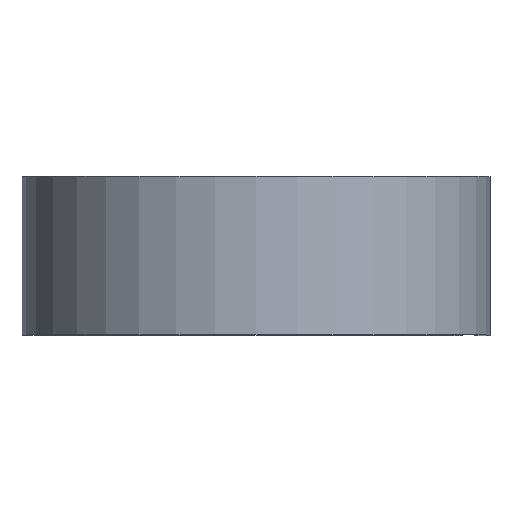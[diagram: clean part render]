
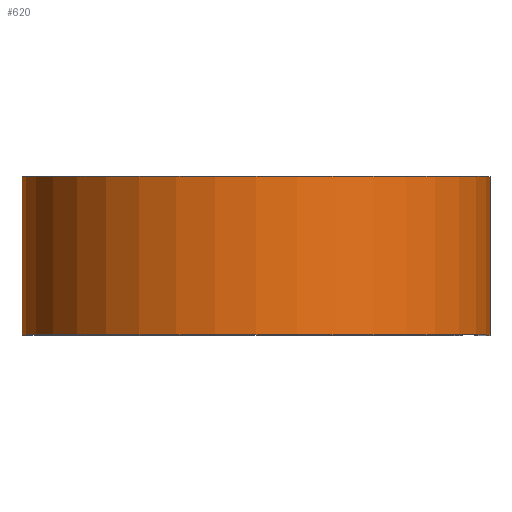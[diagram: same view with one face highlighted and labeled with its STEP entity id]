
A CAD part, top view. The second image highlights one B-rep face of the part: STEP entity #620.
In plain terms, the highlighted cylindrical face has radius 23.444 mm (diameter 46.888 mm), a partial arc.
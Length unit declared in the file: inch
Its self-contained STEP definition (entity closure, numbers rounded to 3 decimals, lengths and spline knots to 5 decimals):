
#5 = CARTESIAN_POINT ( 'NONE',  ( 0.923, 0.3125, 0. ) ) ;
#8 = DIRECTION ( 'NONE',  ( 0., 1., 0. ) ) ;
#9 = DIRECTION ( 'NONE',  ( 1., 0., 0. ) ) ;
#15 = CARTESIAN_POINT ( 'NONE',  ( 0., 0.3125, 0. ) ) ;
#20 = CARTESIAN_POINT ( 'NONE',  ( 0., -0.3125, 0. ) ) ;
#53 = VERTEX_POINT ( 'NONE', #244 ) ;
#92 = DIRECTION ( 'NONE',  ( 0., 1., 0. ) ) ;
#123 = LINE ( 'NONE', #284, #127 ) ;
#127 = VECTOR ( 'NONE', #266, 39.37008 ) ;
#178 = CARTESIAN_POINT ( 'NONE',  ( 0.923, -0.3125, 0. ) ) ;
#179 = EDGE_CURVE ( 'NONE', #53, #624, #421, .T. ) ;
#188 = EDGE_CURVE ( 'NONE', #527, #548, #333, .T. ) ;
#199 = CARTESIAN_POINT ( 'NONE',  ( 0., 0.3125, 0. ) ) ;
#244 = CARTESIAN_POINT ( 'NONE',  ( 0., 0.3125, -0.923 ) ) ;
#265 = EDGE_CURVE ( 'NONE', #53, #527, #433, .T. ) ;
#266 = DIRECTION ( 'NONE',  ( 0., -1., 0. ) ) ;
#268 = CYLINDRICAL_SURFACE ( 'NONE', #328, 0.923 ) ;
#284 = CARTESIAN_POINT ( 'NONE',  ( 0.923, 0.3125, 0. ) ) ;
#309 = FACE_OUTER_BOUND ( 'NONE', #579, .T. ) ;
#328 = AXIS2_PLACEMENT_3D ( 'NONE', #199, #672, #603 ) ;
#333 = CIRCLE ( 'NONE', #667, 0.923 ) ;
#338 = EDGE_CURVE ( 'NONE', #624, #548, #123, .T. ) ;
#351 = CARTESIAN_POINT ( 'NONE',  ( 0., 0.3125, -0.923 ) ) ;
#391 = ORIENTED_EDGE ( 'NONE', *, *, #188, .T. ) ;
#421 = CIRCLE ( 'NONE', #492, 0.923 ) ;
#433 = LINE ( 'NONE', #351, #436 ) ;
#436 = VECTOR ( 'NONE', #489, 39.37008 ) ;
#438 = ORIENTED_EDGE ( 'NONE', *, *, #265, .T. ) ;
#489 = DIRECTION ( 'NONE',  ( 0., -1., 0. ) ) ;
#492 = AXIS2_PLACEMENT_3D ( 'NONE', #15, #92, #714 ) ;
#527 = VERTEX_POINT ( 'NONE', #659 ) ;
#548 = VERTEX_POINT ( 'NONE', #178 ) ;
#579 = EDGE_LOOP ( 'NONE', ( #391, #591, #664, #438 ) ) ;
#591 = ORIENTED_EDGE ( 'NONE', *, *, #338, .F. ) ;
#603 = DIRECTION ( 'NONE',  ( 0., 0., -1. ) ) ;
#620 = ADVANCED_FACE ( 'NONE', ( #309 ), #268, .T. ) ;
#624 = VERTEX_POINT ( 'NONE', #5 ) ;
#659 = CARTESIAN_POINT ( 'NONE',  ( 0., -0.3125, -0.923 ) ) ;
#664 = ORIENTED_EDGE ( 'NONE', *, *, #179, .F. ) ;
#667 = AXIS2_PLACEMENT_3D ( 'NONE', #20, #8, #9 ) ;
#672 = DIRECTION ( 'NONE',  ( 0., -1., 0. ) ) ;
#714 = DIRECTION ( 'NONE',  ( 1., 0., 0. ) ) ;
